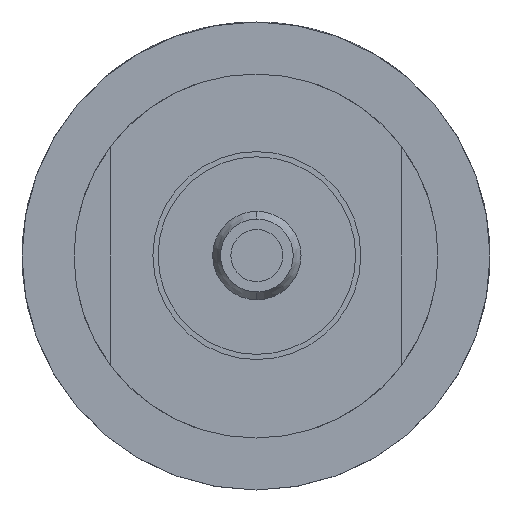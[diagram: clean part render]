
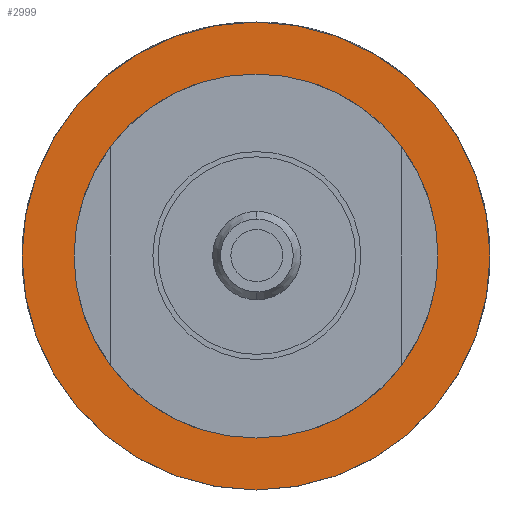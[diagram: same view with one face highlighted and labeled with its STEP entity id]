
A CAD part, front view. The second image highlights one B-rep face of the part: STEP entity #2999.
In plain terms, the highlighted planar face has unit normal (0, -1, 0).
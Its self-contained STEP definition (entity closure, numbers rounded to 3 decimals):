
#122 = CARTESIAN_POINT ( 'NONE',  ( 0., -16.762, -3.5 ) ) ;
#135 = DIRECTION ( 'NONE',  ( 0., 0., -1. ) ) ;
#180 = CIRCLE ( 'NONE', #3359, 4.5 ) ;
#352 = CARTESIAN_POINT ( 'NONE',  ( 0., -16.762, 3.5 ) ) ;
#655 = CARTESIAN_POINT ( 'NONE',  ( 0., -16.762, 4.5 ) ) ;
#692 = FACE_OUTER_BOUND ( 'NONE', #2415, .T. ) ;
#724 = CARTESIAN_POINT ( 'NONE',  ( 0., -16.762, 0. ) ) ;
#770 = AXIS2_PLACEMENT_3D ( 'NONE', #5068, #1591, #5514 ) ;
#883 = AXIS2_PLACEMENT_3D ( 'NONE', #724, #4508, #135 ) ;
#897 = CARTESIAN_POINT ( 'NONE',  ( 0., -16.762, 0. ) ) ;
#917 = EDGE_LOOP ( 'NONE', ( #5200, #4613 ) ) ;
#1144 = CARTESIAN_POINT ( 'NONE',  ( 0., -16.762, 0. ) ) ;
#1557 = VERTEX_POINT ( 'NONE', #122 ) ;
#1571 = CIRCLE ( 'NONE', #2506, 4.5 ) ;
#1591 = DIRECTION ( 'NONE',  ( 0., 1., 0. ) ) ;
#1710 = VERTEX_POINT ( 'NONE', #352 ) ;
#1841 = PLANE ( 'NONE',  #1873 ) ;
#1873 = AXIS2_PLACEMENT_3D ( 'NONE', #897, #4417, #4052 ) ;
#2381 = CIRCLE ( 'NONE', #883, 3.5 ) ;
#2405 = CARTESIAN_POINT ( 'NONE',  ( 0., -16.762, -4.5 ) ) ;
#2415 = EDGE_LOOP ( 'NONE', ( #2840, #3268 ) ) ;
#2506 = AXIS2_PLACEMENT_3D ( 'NONE', #1144, #4679, #3401 ) ;
#2586 = DIRECTION ( 'NONE',  ( 0., 0., -1. ) ) ;
#2618 = VERTEX_POINT ( 'NONE', #655 ) ;
#2713 = VERTEX_POINT ( 'NONE', #2405 ) ;
#2840 = ORIENTED_EDGE ( 'NONE', *, *, #4858, .F. ) ;
#2999 = ADVANCED_FACE ( 'Defeature ausgef�hrt2_60', ( #692, #4063 ), #1841, .T. ) ;
#3268 = ORIENTED_EDGE ( 'NONE', *, *, #3903, .F. ) ;
#3359 = AXIS2_PLACEMENT_3D ( 'NONE', #4753, #3901, #2586 ) ;
#3401 = DIRECTION ( 'NONE',  ( 0., 0., -1. ) ) ;
#3415 = CIRCLE ( 'NONE', #770, 3.5 ) ;
#3901 = DIRECTION ( 'NONE',  ( 0., 1., 0. ) ) ;
#3903 = EDGE_CURVE ( 'Defeature ausgef�hrt2_64+Defeature ausgef�hrt2_60+Defeature ausgef�hrt2_60+Defeature ausgef�hrt2_60', #2618, #2713, #1571, .T. ) ;
#4052 = DIRECTION ( 'NONE',  ( 0., 0., 1. ) ) ;
#4063 = FACE_BOUND ( 'NONE', #917, .T. ) ;
#4417 = DIRECTION ( 'NONE',  ( 0., -1., 0. ) ) ;
#4508 = DIRECTION ( 'NONE',  ( 0., 1., 0. ) ) ;
#4613 = ORIENTED_EDGE ( 'NONE', *, *, #5399, .T. ) ;
#4679 = DIRECTION ( 'NONE',  ( 0., 1., 0. ) ) ;
#4753 = CARTESIAN_POINT ( 'NONE',  ( 0., -16.762, 0. ) ) ;
#4858 = EDGE_CURVE ( 'Defeature ausgef�hrt2_64+Defeature ausgef�hrt2_60+Defeature ausgef�hrt2_60+Defeature ausgef�hrt2_60', #2713, #2618, #180, .T. ) ;
#5068 = CARTESIAN_POINT ( 'NONE',  ( 0., -16.762, 0. ) ) ;
#5151 = EDGE_CURVE ( 'Defeature ausgef�hrt2_60+Defeature ausgef�hrt2_56+Defeature ausgef�hrt2_56+Defeature ausgef�hrt2_56', #1557, #1710, #3415, .T. ) ;
#5200 = ORIENTED_EDGE ( 'NONE', *, *, #5151, .T. ) ;
#5399 = EDGE_CURVE ( 'Defeature ausgef�hrt2_60+Defeature ausgef�hrt2_56+Defeature ausgef�hrt2_56+Defeature ausgef�hrt2_56', #1710, #1557, #2381, .T. ) ;
#5514 = DIRECTION ( 'NONE',  ( 0., 0., -1. ) ) ;
